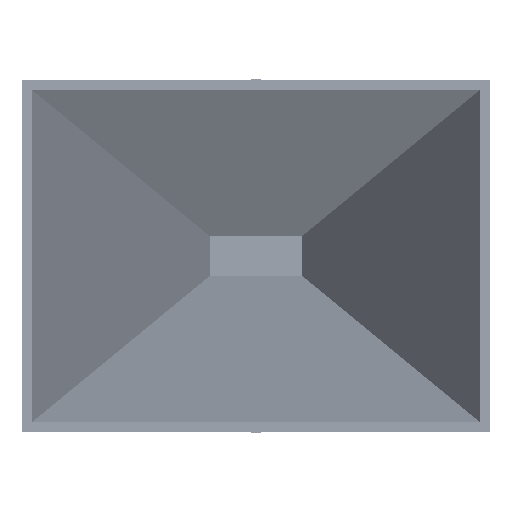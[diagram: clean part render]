
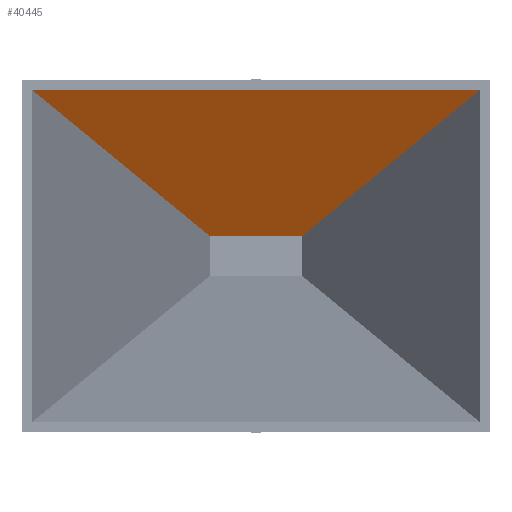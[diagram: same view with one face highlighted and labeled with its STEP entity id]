
A CAD part, front view. The second image highlights one B-rep face of the part: STEP entity #40445.
In plain terms, the highlighted face is planar.
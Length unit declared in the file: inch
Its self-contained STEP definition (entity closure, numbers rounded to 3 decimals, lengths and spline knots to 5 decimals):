
#618 = PLANE ( 'NONE',  #18649 ) ;
#1523 = VERTEX_POINT ( 'NONE', #53927 ) ;
#3839 = ORIENTED_EDGE ( 'NONE', *, *, #29126, .T. ) ;
#7208 = VECTOR ( 'NONE', #10501, 39.37008 ) ;
#8723 = CARTESIAN_POINT ( 'NONE',  ( -2.03532, 2.74331, 12.85198 ) ) ;
#8821 = CARTESIAN_POINT ( 'NONE',  ( -0.2485, -0.561, 2.27157 ) ) ;
#9619 = ORIENTED_EDGE ( 'NONE', *, *, #19428, .F. ) ;
#10349 = DIRECTION ( 'NONE',  ( 0.167, 0., -0.986 ) ) ;
#10501 = DIRECTION ( 'NONE',  ( 0.167, 0., -0.986 ) ) ;
#12328 = VERTEX_POINT ( 'NONE', #26962 ) ;
#12603 = VECTOR ( 'NONE', #22343, 39.37008 ) ;
#14520 = CARTESIAN_POINT ( 'NONE',  ( -0.23944, -0.561, 2.2179 ) ) ;
#15642 = LINE ( 'NONE', #49333, #52522 ) ;
#18649 = AXIS2_PLACEMENT_3D ( 'NONE', #53779, #34562, #10349 ) ;
#19428 = EDGE_CURVE ( 'NONE', #38488, #12328, #19914, .T. ) ;
#19914 = LINE ( 'NONE', #30282, #49021 ) ;
#21087 = LINE ( 'NONE', #56339, #53160 ) ;
#21112 = EDGE_LOOP ( 'NONE', ( #34284, #57772, #21883, #3839, #49243, #9619 ) ) ;
#21883 = ORIENTED_EDGE ( 'NONE', *, *, #47727, .T. ) ;
#22343 = DIRECTION ( 'NONE',  ( 0., 1., 0. ) ) ;
#25385 = DIRECTION ( 'NONE',  ( 0.167, 0., -0.986 ) ) ;
#26962 = CARTESIAN_POINT ( 'NONE',  ( -2.03532, 2.74331, 12.85198 ) ) ;
#29126 = EDGE_CURVE ( 'NONE', #51675, #1523, #30610, .T. ) ;
#30271 = EDGE_CURVE ( 'NONE', #41339, #35199, #15642, .T. ) ;
#30282 = CARTESIAN_POINT ( 'NONE',  ( -2.03532, 0., 12.85198 ) ) ;
#30610 = LINE ( 'NONE', #48901, #7208 ) ;
#34284 = ORIENTED_EDGE ( 'NONE', *, *, #42929, .T. ) ;
#34562 = DIRECTION ( 'NONE',  ( 0.986, 0., 0.167 ) ) ;
#35199 = VERTEX_POINT ( 'NONE', #14520 ) ;
#38488 = VERTEX_POINT ( 'NONE', #49352 ) ;
#38677 = FACE_OUTER_BOUND ( 'NONE', #21112, .T. ) ;
#40445 = ADVANCED_FACE ( 'NONE', ( #38677 ), #618, .T. ) ;
#41339 = VERTEX_POINT ( 'NONE', #42505 ) ;
#41563 = LINE ( 'NONE', #8821, #12603 ) ;
#42505 = CARTESIAN_POINT ( 'NONE',  ( -0.2485, -0.561, 2.27157 ) ) ;
#42929 = EDGE_CURVE ( 'NONE', #38488, #35199, #21087, .T. ) ;
#45435 = CARTESIAN_POINT ( 'NONE',  ( -0.2485, 0.561, 2.27157 ) ) ;
#47105 = LINE ( 'NONE', #8723, #57108 ) ;
#47727 = EDGE_CURVE ( 'NONE', #41339, #51675, #41563, .T. ) ;
#48885 = DIRECTION ( 'NONE',  ( 0., 1., 0. ) ) ;
#48901 = CARTESIAN_POINT ( 'NONE',  ( -0.2485, 0.561, 2.27157 ) ) ;
#49021 = VECTOR ( 'NONE', #48885, 39.37008 ) ;
#49243 = ORIENTED_EDGE ( 'NONE', *, *, #59204, .F. ) ;
#49333 = CARTESIAN_POINT ( 'NONE',  ( -0.2485, -0.561, 2.27157 ) ) ;
#49352 = CARTESIAN_POINT ( 'NONE',  ( -2.03532, -2.74331, 12.85198 ) ) ;
#51519 = DIRECTION ( 'NONE',  ( 0.163, -0.198, -0.966 ) ) ;
#51675 = VERTEX_POINT ( 'NONE', #45435 ) ;
#52215 = DIRECTION ( 'NONE',  ( 0.163, 0.198, -0.966 ) ) ;
#52522 = VECTOR ( 'NONE', #25385, 39.37008 ) ;
#53160 = VECTOR ( 'NONE', #52215, 39.37008 ) ;
#53779 = CARTESIAN_POINT ( 'NONE',  ( 0.13137, 0., 0.02219 ) ) ;
#53927 = CARTESIAN_POINT ( 'NONE',  ( -0.23944, 0.561, 2.2179 ) ) ;
#56339 = CARTESIAN_POINT ( 'NONE',  ( -2.03532, -2.74331, 12.85198 ) ) ;
#57108 = VECTOR ( 'NONE', #51519, 39.37008 ) ;
#57772 = ORIENTED_EDGE ( 'NONE', *, *, #30271, .F. ) ;
#59204 = EDGE_CURVE ( 'NONE', #12328, #1523, #47105, .T. ) ;
